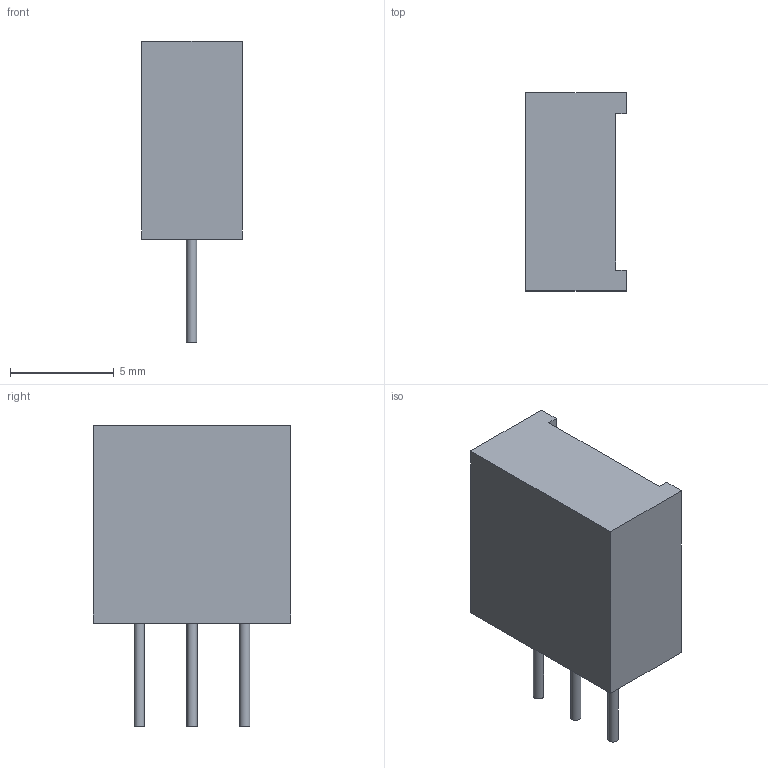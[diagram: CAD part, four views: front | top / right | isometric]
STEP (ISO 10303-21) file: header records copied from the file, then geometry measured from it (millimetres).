
FILE_DESCRIPTION (( 'STEP AP214' ), '1' );
FILE_NAME ('BOURNS 32xx.STEP', '2020-12-05T10:55:04', ( 'User Windows' ), ( '' ), 'SwSTEP 2.0', 'SolidWorks 2017', '' );
FILE_SCHEMA (( 'AUTOMOTIVE_DESIGN' ));
Length unit declared in the file: millimetre
Products named in the file (1): BOURNS 32xx
Bounding box: 4.83 x 9.53 x 14.53 mm (x, y, z)
Volume: 405.7 mm3; surface area: 391.3 mm2
Topology: 1 solids, 1 shells, 16 faces, 33 edges, 22 vertices
Faces by surface type: plane 13, cylinder 3
Full cylindrical faces by diameter (mm): 0.5 x3
Entity records: 552 total; most frequent: DIRECTION 70, CARTESIAN_POINT 69, ORIENTED_EDGE 60, EDGE_CURVE 30, VECTOR 24, LINE 24, AXIS2_PLACEMENT_3D 23, EDGE_LOOP 22
